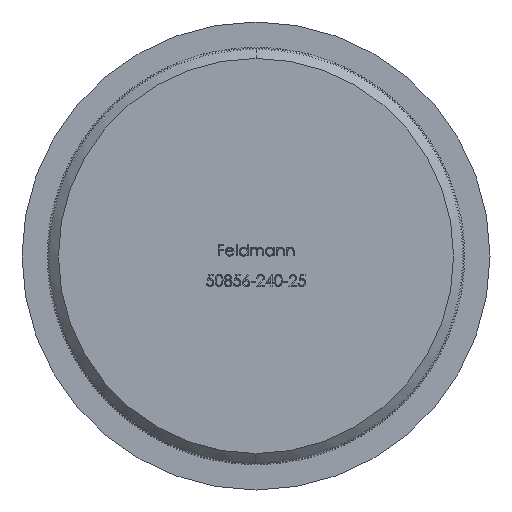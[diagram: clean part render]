
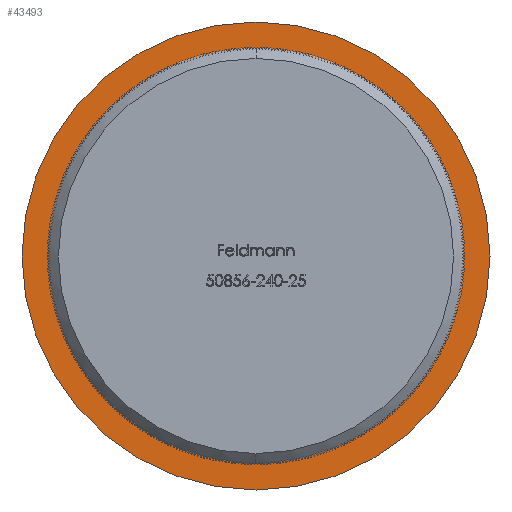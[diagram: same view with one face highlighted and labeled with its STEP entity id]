
A CAD part, front view. The second image highlights one B-rep face of the part: STEP entity #43493.
In plain terms, the highlighted planar face has unit normal (0, -1, 0).
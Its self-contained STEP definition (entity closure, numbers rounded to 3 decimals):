
#521 = FACE_BOUND ( 'NONE', #25286, .T. ) ;
#707 = DIRECTION ( 'NONE',  ( 0., 0., -1. ) ) ;
#3539 = AXIS2_PLACEMENT_3D ( 'NONE', #57836, #33382, #42829 ) ;
#7086 = ORIENTED_EDGE ( 'NONE', *, *, #37047, .T. ) ;
#11425 = AXIS2_PLACEMENT_3D ( 'NONE', #50622, #55908, #707 ) ;
#11548 = FACE_OUTER_BOUND ( 'NONE', #53242, .T. ) ;
#11984 = VERTEX_POINT ( 'NONE', #17303 ) ;
#12032 = ORIENTED_EDGE ( 'NONE', *, *, #60569, .T. ) ;
#15370 = DIRECTION ( 'NONE',  ( 0., -1., 0. ) ) ;
#16920 = CARTESIAN_POINT ( 'NONE',  ( 0., 5., 18.7 ) ) ;
#17303 = CARTESIAN_POINT ( 'NONE',  ( 0., 5., -21.2 ) ) ;
#25286 = EDGE_LOOP ( 'NONE', ( #51321, #48040 ) ) ;
#25942 = AXIS2_PLACEMENT_3D ( 'NONE', #31689, #32335, #37167 ) ;
#29682 = CARTESIAN_POINT ( 'NONE',  ( 21.2, 5., 0. ) ) ;
#31111 = VERTEX_POINT ( 'NONE', #51795 ) ;
#31689 = CARTESIAN_POINT ( 'NONE',  ( 0., 5., 0. ) ) ;
#32026 = DIRECTION ( 'NONE',  ( 0., -1., 0. ) ) ;
#32317 = AXIS2_PLACEMENT_3D ( 'NONE', #36859, #32026, #52520 ) ;
#32335 = DIRECTION ( 'NONE',  ( 0., -1., 0. ) ) ;
#33382 = DIRECTION ( 'NONE',  ( 0., -1., 0. ) ) ;
#34276 = AXIS2_PLACEMENT_3D ( 'NONE', #29682, #15370, #64923 ) ;
#35018 = CIRCLE ( 'NONE', #32317, 21.2 ) ;
#36859 = CARTESIAN_POINT ( 'NONE',  ( 0., 5., 0. ) ) ;
#37047 = EDGE_CURVE ( 'NONE', #31111, #11984, #35018, .T. ) ;
#37167 = DIRECTION ( 'NONE',  ( 0., 0., -1. ) ) ;
#38957 = CARTESIAN_POINT ( 'NONE',  ( 0., 5., -18.7 ) ) ;
#42829 = DIRECTION ( 'NONE',  ( 0., 0., -1. ) ) ;
#43493 = ADVANCED_FACE ( 'NONE', ( #521, #11548 ), #59870, .T. ) ;
#43803 = EDGE_CURVE ( 'NONE', #63139, #56953, #61889, .T. ) ;
#46688 = EDGE_CURVE ( 'NONE', #56953, #63139, #56063, .T. ) ;
#48040 = ORIENTED_EDGE ( 'NONE', *, *, #43803, .F. ) ;
#50622 = CARTESIAN_POINT ( 'NONE',  ( 0., 5., 0. ) ) ;
#51321 = ORIENTED_EDGE ( 'NONE', *, *, #46688, .F. ) ;
#51795 = CARTESIAN_POINT ( 'NONE',  ( 0., 5., 21.2 ) ) ;
#52520 = DIRECTION ( 'NONE',  ( 0., 0., -1. ) ) ;
#53242 = EDGE_LOOP ( 'NONE', ( #12032, #7086 ) ) ;
#53596 = CIRCLE ( 'NONE', #11425, 21.2 ) ;
#55908 = DIRECTION ( 'NONE',  ( 0., -1., 0. ) ) ;
#56063 = CIRCLE ( 'NONE', #25942, 18.7 ) ;
#56953 = VERTEX_POINT ( 'NONE', #38957 ) ;
#57836 = CARTESIAN_POINT ( 'NONE',  ( 0., 5., 0. ) ) ;
#59870 = PLANE ( 'NONE',  #34276 ) ;
#60569 = EDGE_CURVE ( 'NONE', #11984, #31111, #53596, .T. ) ;
#61889 = CIRCLE ( 'NONE', #3539, 18.7 ) ;
#63139 = VERTEX_POINT ( 'NONE', #16920 ) ;
#64923 = DIRECTION ( 'NONE',  ( 0., 0., -1. ) ) ;
